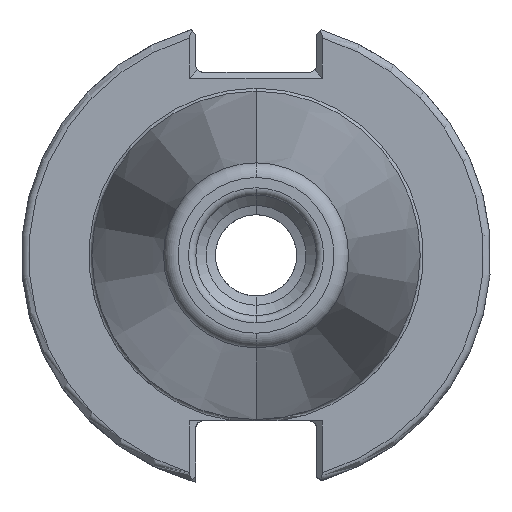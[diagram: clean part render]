
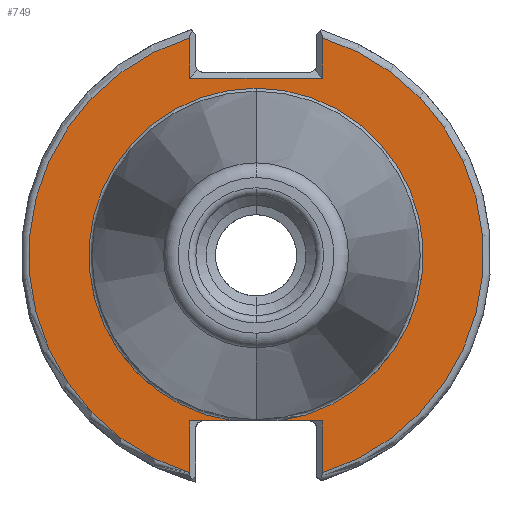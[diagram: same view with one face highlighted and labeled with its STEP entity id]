
A CAD part, left-side view. The second image highlights one B-rep face of the part: STEP entity #749.
In plain terms, the highlighted planar face has unit normal (-1, 0, 0).
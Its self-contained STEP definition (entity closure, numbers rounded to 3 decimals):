
#58 = CARTESIAN_POINT ( 'NONE',  ( -76.82, 0., 24. ) ) ;
#90 = CARTESIAN_POINT ( 'NONE',  ( -76.82, 8.99, -29.433 ) ) ;
#124 = LINE ( 'NONE', #4449, #222 ) ;
#136 = DIRECTION ( 'NONE',  ( 0., 0., 1. ) ) ;
#139 = DIRECTION ( 'NONE',  ( 0., -1., 0. ) ) ;
#222 = VECTOR ( 'NONE', #4681, 1000. ) ;
#247 = LINE ( 'NONE', #4060, #3850 ) ;
#301 = EDGE_LOOP ( 'NONE', ( #2048, #3918, #1098, #3486, #1408, #1116, #4566, #1023, #1548, #3762, #627 ) ) ;
#467 = CARTESIAN_POINT ( 'NONE',  ( -76.82, 8.99, 30.701 ) ) ;
#502 = VECTOR ( 'NONE', #136, 1000. ) ;
#624 = VERTEX_POINT ( 'NONE', #3380 ) ;
#627 = ORIENTED_EDGE ( 'NONE', *, *, #4380, .T. ) ;
#749 = ADVANCED_FACE ( 'NONE', ( #4122 ), #2945, .F. ) ;
#822 = CARTESIAN_POINT ( 'NONE',  ( -76.82, -3.112, -22.41 ) ) ;
#901 = CIRCLE ( 'NONE', #4677, 30.775 ) ;
#1022 = CARTESIAN_POINT ( 'NONE',  ( -76.82, 8.99, -22.41 ) ) ;
#1023 = ORIENTED_EDGE ( 'NONE', *, *, #4495, .T. ) ;
#1033 = EDGE_CURVE ( 'NONE', #2518, #3756, #3271, .T. ) ;
#1093 = EDGE_CURVE ( 'NONE', #2705, #4042, #5017, .T. ) ;
#1098 = ORIENTED_EDGE ( 'NONE', *, *, #3966, .T. ) ;
#1116 = ORIENTED_EDGE ( 'NONE', *, *, #1033, .F. ) ;
#1302 = VECTOR ( 'NONE', #139, 1000. ) ;
#1408 = ORIENTED_EDGE ( 'NONE', *, *, #4815, .F. ) ;
#1501 = CARTESIAN_POINT ( 'NONE',  ( -76.82, -8.99, 24. ) ) ;
#1548 = ORIENTED_EDGE ( 'NONE', *, *, #2515, .T. ) ;
#1702 = CARTESIAN_POINT ( 'NONE',  ( -76.82, -8.99, 24.8 ) ) ;
#1704 = DIRECTION ( 'NONE',  ( 0., 0., -1. ) ) ;
#1776 = CARTESIAN_POINT ( 'NONE',  ( -76.82, 0., 0. ) ) ;
#1814 = DIRECTION ( 'NONE',  ( 0., 0., 1. ) ) ;
#1822 = DIRECTION ( 'NONE',  ( -1., 0., 0. ) ) ;
#1824 = CARTESIAN_POINT ( 'NONE',  ( -76.82, 0., 0. ) ) ;
#1830 = AXIS2_PLACEMENT_3D ( 'NONE', #3952, #5074, #3847 ) ;
#1864 = VECTOR ( 'NONE', #2221, 1000. ) ;
#1929 = DIRECTION ( 'NONE',  ( 0., 0., -1. ) ) ;
#1944 = DIRECTION ( 'NONE',  ( -1., 0., 0. ) ) ;
#1957 = CARTESIAN_POINT ( 'NONE',  ( -76.82, -8.99, -22.41 ) ) ;
#2048 = ORIENTED_EDGE ( 'NONE', *, *, #3656, .T. ) ;
#2094 = CARTESIAN_POINT ( 'NONE',  ( -76.82, -8.19, -22.41 ) ) ;
#2098 = LINE ( 'NONE', #467, #502 ) ;
#2127 = VECTOR ( 'NONE', #1704, 1000. ) ;
#2184 = VERTEX_POINT ( 'NONE', #1957 ) ;
#2221 = DIRECTION ( 'NONE',  ( 0., -1., 0. ) ) ;
#2256 = AXIS2_PLACEMENT_3D ( 'NONE', #3895, #3906, #3913 ) ;
#2375 = CARTESIAN_POINT ( 'NONE',  ( -76.82, -8.19, -22.41 ) ) ;
#2378 = CARTESIAN_POINT ( 'NONE',  ( -76.82, 0., 22.625 ) ) ;
#2515 = EDGE_CURVE ( 'NONE', #4986, #2705, #3457, .T. ) ;
#2518 = VERTEX_POINT ( 'NONE', #822 ) ;
#2557 = CARTESIAN_POINT ( 'NONE',  ( -76.82, -8.99, -29.433 ) ) ;
#2705 = VERTEX_POINT ( 'NONE', #4289 ) ;
#2935 = DIRECTION ( 'NONE',  ( 0., 0., -1. ) ) ;
#2945 = PLANE ( 'NONE',  #4149 ) ;
#2956 = CARTESIAN_POINT ( 'NONE',  ( -76.82, 0., 0. ) ) ;
#2969 = DIRECTION ( 'NONE',  ( 1., 0., 0. ) ) ;
#3156 = CARTESIAN_POINT ( 'NONE',  ( -76.82, 3.112, -22.41 ) ) ;
#3251 = CIRCLE ( 'NONE', #2256, 22.625 ) ;
#3271 = CIRCLE ( 'NONE', #3368, 22.625 ) ;
#3300 = VERTEX_POINT ( 'NONE', #1022 ) ;
#3368 = AXIS2_PLACEMENT_3D ( 'NONE', #1824, #1822, #1814 ) ;
#3380 = CARTESIAN_POINT ( 'NONE',  ( -76.82, 8.99, 29.433 ) ) ;
#3445 = LINE ( 'NONE', #2375, #1302 ) ;
#3457 = CIRCLE ( 'NONE', #1830, 30.775 ) ;
#3486 = ORIENTED_EDGE ( 'NONE', *, *, #4164, .T. ) ;
#3634 = VECTOR ( 'NONE', #4003, 1000. ) ;
#3656 = EDGE_CURVE ( 'NONE', #4802, #624, #2098, .T. ) ;
#3756 = VERTEX_POINT ( 'NONE', #2378 ) ;
#3762 = ORIENTED_EDGE ( 'NONE', *, *, #1093, .T. ) ;
#3810 = EDGE_CURVE ( 'NONE', #624, #5240, #901, .T. ) ;
#3847 = DIRECTION ( 'NONE',  ( 0., 0., -1. ) ) ;
#3850 = VECTOR ( 'NONE', #4124, 1000. ) ;
#3895 = CARTESIAN_POINT ( 'NONE',  ( -76.82, 0., 0. ) ) ;
#3906 = DIRECTION ( 'NONE',  ( -1., 0., 0. ) ) ;
#3913 = DIRECTION ( 'NONE',  ( 0., 0., 1. ) ) ;
#3918 = ORIENTED_EDGE ( 'NONE', *, *, #3810, .T. ) ;
#3952 = CARTESIAN_POINT ( 'NONE',  ( -76.82, 0., 0. ) ) ;
#3966 = EDGE_CURVE ( 'NONE', #5240, #3300, #124, .T. ) ;
#4003 = DIRECTION ( 'NONE',  ( 0., 1., 0. ) ) ;
#4042 = VERTEX_POINT ( 'NONE', #1501 ) ;
#4060 = CARTESIAN_POINT ( 'NONE',  ( -76.82, -8.99, 0. ) ) ;
#4122 = FACE_OUTER_BOUND ( 'NONE', #301, .T. ) ;
#4124 = DIRECTION ( 'NONE',  ( 0., 0., -1. ) ) ;
#4149 = AXIS2_PLACEMENT_3D ( 'NONE', #2956, #2969, #2935 ) ;
#4164 = EDGE_CURVE ( 'NONE', #3300, #4185, #3445, .T. ) ;
#4185 = VERTEX_POINT ( 'NONE', #3156 ) ;
#4289 = CARTESIAN_POINT ( 'NONE',  ( -76.82, -8.99, 29.433 ) ) ;
#4380 = EDGE_CURVE ( 'NONE', #4042, #4802, #4463, .T. ) ;
#4449 = CARTESIAN_POINT ( 'NONE',  ( -76.82, 8.99, 0. ) ) ;
#4463 = LINE ( 'NONE', #58, #3634 ) ;
#4495 = EDGE_CURVE ( 'NONE', #2184, #4986, #247, .T. ) ;
#4566 = ORIENTED_EDGE ( 'NONE', *, *, #4945, .T. ) ;
#4677 = AXIS2_PLACEMENT_3D ( 'NONE', #1776, #1944, #1929 ) ;
#4681 = DIRECTION ( 'NONE',  ( 0., 0., 1. ) ) ;
#4802 = VERTEX_POINT ( 'NONE', #5181 ) ;
#4815 = EDGE_CURVE ( 'NONE', #3756, #4185, #3251, .T. ) ;
#4945 = EDGE_CURVE ( 'NONE', #2518, #2184, #4985, .T. ) ;
#4986 = VERTEX_POINT ( 'NONE', #2557 ) ;
#4985 = LINE ( 'NONE', #2094, #1864 ) ;
#5017 = LINE ( 'NONE', #1702, #2127 ) ;
#5074 = DIRECTION ( 'NONE',  ( -1., 0., 0. ) ) ;
#5181 = CARTESIAN_POINT ( 'NONE',  ( -76.82, 8.99, 24. ) ) ;
#5240 = VERTEX_POINT ( 'NONE', #90 ) ;
